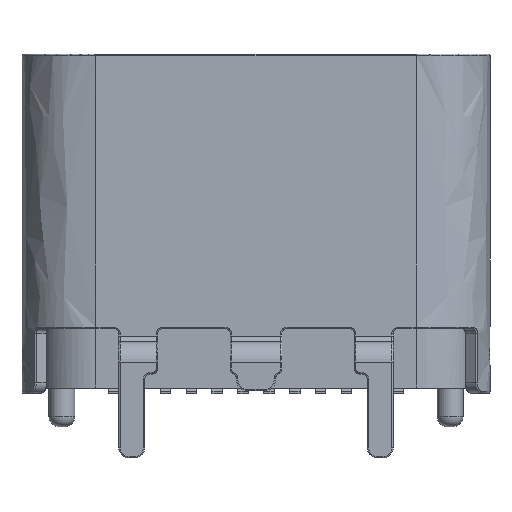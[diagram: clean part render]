
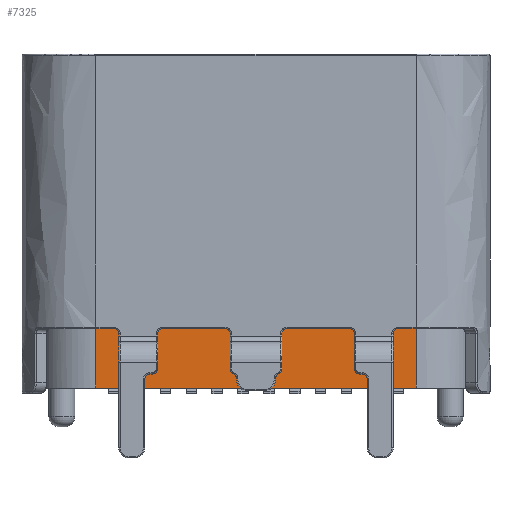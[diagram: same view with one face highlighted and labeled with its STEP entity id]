
A CAD part, front view. The second image highlights one B-rep face of the part: STEP entity #7325.
In plain terms, the highlighted planar face has unit normal (0, -1, 0).
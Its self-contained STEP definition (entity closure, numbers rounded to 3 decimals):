
#3306 = CARTESIAN_POINT ( 'NONE',  ( 3.094, -1.23, -4.45 ) ) ;
#3642 = ORIENTED_EDGE ( 'NONE', *, *, #15259, .F. ) ;
#4014 = VECTOR ( 'NONE', #26699, 1000. ) ;
#4221 = CARTESIAN_POINT ( 'NONE',  ( 3.094, -1.23, -6.45 ) ) ;
#7325 = ADVANCED_FACE ( 'NONE', ( #19207 ), #44232, .T. ) ;
#8103 = VERTEX_POINT ( 'NONE', #3306 ) ;
#8643 = CARTESIAN_POINT ( 'NONE',  ( -3.094, -1.23, -6.45 ) ) ;
#9815 = ORIENTED_EDGE ( 'NONE', *, *, #45062, .T. ) ;
#10956 = VECTOR ( 'NONE', #44141, 1000. ) ;
#11305 = DIRECTION ( 'NONE',  ( 0., -1., 0. ) ) ;
#12453 = LINE ( 'NONE', #16863, #4014 ) ;
#15252 = CARTESIAN_POINT ( 'NONE',  ( -3.094, -1.23, -6.45 ) ) ;
#15259 = EDGE_CURVE ( 'NONE', #30691, #18596, #23030, .T. ) ;
#15924 = ORIENTED_EDGE ( 'NONE', *, *, #25242, .F. ) ;
#15963 = VECTOR ( 'NONE', #16471, 1000. ) ;
#16471 = DIRECTION ( 'NONE',  ( 0., 0., 1. ) ) ;
#16863 = CARTESIAN_POINT ( 'NONE',  ( 3.094, -1.23, -6.45 ) ) ;
#18596 = VERTEX_POINT ( 'NONE', #29687 ) ;
#19076 = ORIENTED_EDGE ( 'NONE', *, *, #43126, .T. ) ;
#19207 = FACE_OUTER_BOUND ( 'NONE', #39311, .T. ) ;
#19218 = AXIS2_PLACEMENT_3D ( 'NONE', #15252, #11305, #25545 ) ;
#19285 = CARTESIAN_POINT ( 'NONE',  ( -3.094, -1.23, -6.45 ) ) ;
#22619 = LINE ( 'NONE', #26357, #10956 ) ;
#23030 = LINE ( 'NONE', #19285, #15963 ) ;
#25242 = EDGE_CURVE ( 'NONE', #18596, #8103, #29582, .T. ) ;
#25545 = DIRECTION ( 'NONE',  ( 0., 0., -1. ) ) ;
#26072 = CARTESIAN_POINT ( 'NONE',  ( -3.094, -1.23, -4.45 ) ) ;
#26357 = CARTESIAN_POINT ( 'NONE',  ( -3.094, -1.23, -6.45 ) ) ;
#26699 = DIRECTION ( 'NONE',  ( 0., 0., 1. ) ) ;
#29582 = LINE ( 'NONE', #26072, #29847 ) ;
#29687 = CARTESIAN_POINT ( 'NONE',  ( -3.094, -1.23, -4.45 ) ) ;
#29847 = VECTOR ( 'NONE', #33544, 1000. ) ;
#30691 = VERTEX_POINT ( 'NONE', #8643 ) ;
#31843 = VERTEX_POINT ( 'NONE', #4221 ) ;
#33544 = DIRECTION ( 'NONE',  ( 1., 0., 0. ) ) ;
#39311 = EDGE_LOOP ( 'NONE', ( #15924, #3642, #9815, #19076 ) ) ;
#43126 = EDGE_CURVE ( 'NONE', #31843, #8103, #12453, .T. ) ;
#44141 = DIRECTION ( 'NONE',  ( 1., 0., 0. ) ) ;
#44232 = PLANE ( 'NONE',  #19218 ) ;
#45062 = EDGE_CURVE ( 'NONE', #30691, #31843, #22619, .T. ) ;
